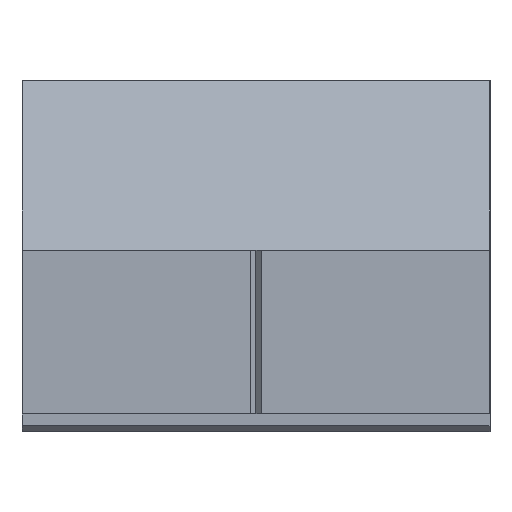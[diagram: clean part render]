
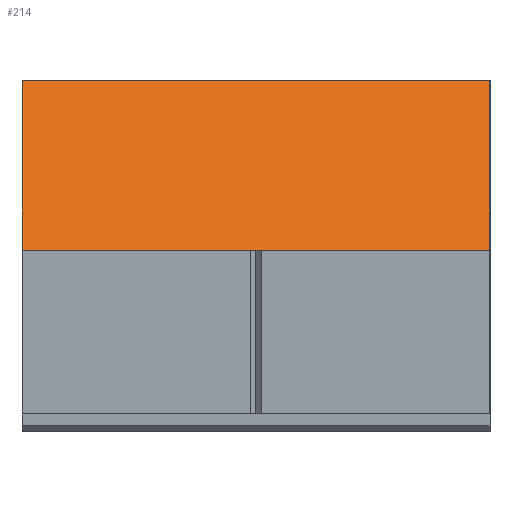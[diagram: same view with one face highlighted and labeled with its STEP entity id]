
A CAD part, front view. The second image highlights one B-rep face of the part: STEP entity #214.
In plain terms, the highlighted planar face has unit normal (0, -0.707, 0.707).
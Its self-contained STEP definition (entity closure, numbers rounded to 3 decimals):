
#214 = ADVANCED_FACE( '', ( #309 ), #310, .F. );
#309 = FACE_OUTER_BOUND( '', #630, .T. );
#310 = PLANE( '', #631 );
#630 = EDGE_LOOP( '', ( #995, #996, #997, #998 ) );
#631 = AXIS2_PLACEMENT_3D( '', #999, #1000, #1001 );
#995 = ORIENTED_EDGE( '', *, *, #1165, .T. );
#996 = ORIENTED_EDGE( '', *, *, #1160, .F. );
#997 = ORIENTED_EDGE( '', *, *, #1173, .F. );
#998 = ORIENTED_EDGE( '', *, *, #1174, .T. );
#999 = CARTESIAN_POINT( '', ( 20., 7.344, 28.5 ) );
#1000 = DIRECTION( '', ( 0., 0.707, -0.707 ) );
#1001 = DIRECTION( '', ( 0., 0.707, 0.707 ) );
#1160 = EDGE_CURVE( '', #1343, #1345, #1346, .T. );
#1165 = EDGE_CURVE( '', #1349, #1345, #1354, .T. );
#1173 = EDGE_CURVE( '', #1368, #1343, #1369, .T. );
#1174 = EDGE_CURVE( '', #1368, #1349, #1370, .T. );
#1343 = VERTEX_POINT( '', #2017 );
#1345 = VERTEX_POINT( '', #2020 );
#1346 = LINE( '', #2021, #2022 );
#1349 = VERTEX_POINT( '', #2026 );
#1354 = LINE( '', #2034, #2035 );
#1368 = VERTEX_POINT( '', #2056 );
#1369 = LINE( '', #2057, #2058 );
#1370 = LINE( '', #2059, #2060 );
#2017 = CARTESIAN_POINT( '', ( 20., -7.156, 14. ) );
#2020 = CARTESIAN_POINT( '', ( -20., -7.156, 14. ) );
#2021 = CARTESIAN_POINT( '', ( 20., -7.156, 14. ) );
#2022 = VECTOR( '', #2176, 1000. );
#2026 = CARTESIAN_POINT( '', ( -20., 7.344, 28.5 ) );
#2034 = CARTESIAN_POINT( '', ( -20., 7.344, 28.5 ) );
#2035 = VECTOR( '', #2181, 1000. );
#2056 = CARTESIAN_POINT( '', ( 20., 7.344, 28.5 ) );
#2057 = CARTESIAN_POINT( '', ( 20., 7.344, 28.5 ) );
#2058 = VECTOR( '', #2189, 1000. );
#2059 = CARTESIAN_POINT( '', ( 20., 7.344, 28.5 ) );
#2060 = VECTOR( '', #2190, 1000. );
#2176 = DIRECTION( '', ( -1., 0., 0. ) );
#2181 = DIRECTION( '', ( 0., -0.707, -0.707 ) );
#2189 = DIRECTION( '', ( 0., -0.707, -0.707 ) );
#2190 = DIRECTION( '', ( -1., 0., 0. ) );
